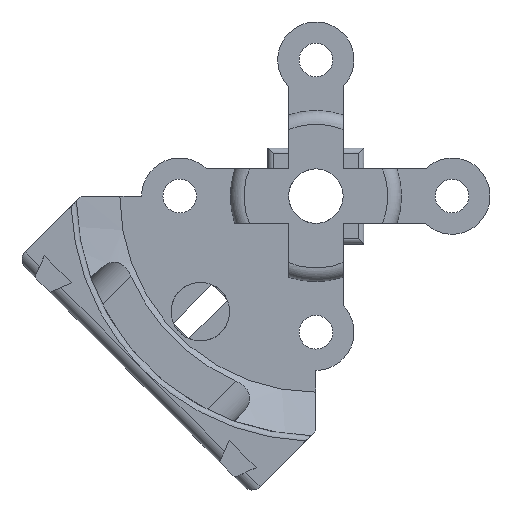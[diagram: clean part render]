
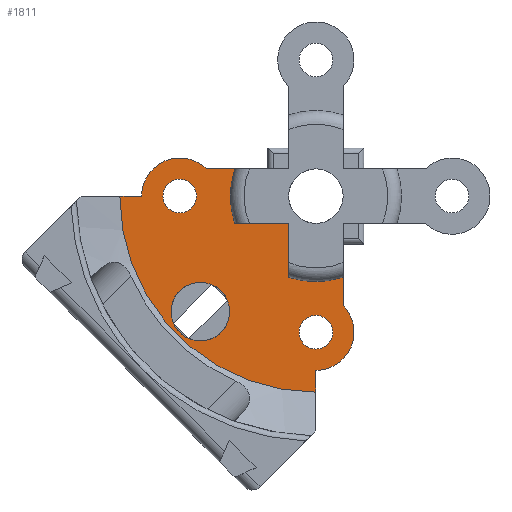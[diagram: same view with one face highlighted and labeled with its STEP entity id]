
A CAD part, front view. The second image highlights one B-rep face of the part: STEP entity #1811.
In plain terms, the highlighted planar face has unit normal (0, -1, 0).
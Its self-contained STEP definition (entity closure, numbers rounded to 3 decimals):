
#30=FACE_BOUND('',#645,.T.);
#31=FACE_BOUND('',#646,.T.);
#32=FACE_BOUND('',#647,.T.);
#92=PLANE('',#1994);
#228=LINE('',#3074,#388);
#229=LINE('',#3100,#389);
#235=LINE('',#3136,#395);
#247=LINE('',#3282,#407);
#248=LINE('',#3285,#408);
#249=LINE('',#3288,#409);
#388=VECTOR('',#2383,10.);
#389=VECTOR('',#2390,10.);
#395=VECTOR('',#2404,10.);
#407=VECTOR('',#2442,10.);
#408=VECTOR('',#2445,10.);
#409=VECTOR('',#2448,10.);
#534=FACE_OUTER_BOUND('',#644,.T.);
#644=EDGE_LOOP('',(#1574,#1575,#1576,#1577,#1578,#1579,#1580,#1581,#1582,
#1583,#1584));
#645=EDGE_LOOP('',(#1585));
#646=EDGE_LOOP('',(#1586));
#647=EDGE_LOOP('',(#1587));
#700=CIRCLE('',#1882,5.385);
#732=CIRCLE('',#1973,15.7);
#733=CIRCLE('',#1976,15.7);
#735=CIRCLE('',#1985,36.);
#741=CIRCLE('',#1995,7.);
#742=CIRCLE('',#1996,7.);
#743=CIRCLE('',#1997,3.1);
#744=CIRCLE('',#1998,3.1);
#806=VERTEX_POINT('',#2689);
#904=VERTEX_POINT('',#3048);
#905=VERTEX_POINT('',#3059);
#906=VERTEX_POINT('',#3072);
#907=VERTEX_POINT('',#3076);
#908=VERTEX_POINT('',#3087);
#914=VERTEX_POINT('',#3135);
#921=VERTEX_POINT('',#3257);
#922=VERTEX_POINT('',#3259);
#928=VERTEX_POINT('',#3281);
#929=VERTEX_POINT('',#3284);
#930=VERTEX_POINT('',#3286);
#931=VERTEX_POINT('',#3289);
#932=VERTEX_POINT('',#3291);
#979=EDGE_CURVE('',#806,#806,#700,.T.);
#1130=EDGE_CURVE('',#904,#905,#732,.T.);
#1132=EDGE_CURVE('',#905,#906,#228,.T.);
#1135=EDGE_CURVE('',#907,#908,#733,.T.);
#1136=EDGE_CURVE('',#906,#907,#229,.T.);
#1145=EDGE_CURVE('',#904,#914,#235,.T.);
#1158=EDGE_CURVE('',#921,#922,#735,.T.);
#1168=EDGE_CURVE('',#921,#928,#247,.T.);
#1169=EDGE_CURVE('',#928,#914,#741,.T.);
#1170=EDGE_CURVE('',#929,#908,#248,.T.);
#1171=EDGE_CURVE('',#929,#930,#742,.T.);
#1172=EDGE_CURVE('',#930,#922,#249,.T.);
#1173=EDGE_CURVE('',#931,#931,#743,.T.);
#1174=EDGE_CURVE('',#932,#932,#744,.T.);
#1574=ORIENTED_EDGE('',*,*,#1158,.F.);
#1575=ORIENTED_EDGE('',*,*,#1168,.T.);
#1576=ORIENTED_EDGE('',*,*,#1169,.T.);
#1577=ORIENTED_EDGE('',*,*,#1145,.F.);
#1578=ORIENTED_EDGE('',*,*,#1130,.T.);
#1579=ORIENTED_EDGE('',*,*,#1132,.T.);
#1580=ORIENTED_EDGE('',*,*,#1136,.T.);
#1581=ORIENTED_EDGE('',*,*,#1135,.T.);
#1582=ORIENTED_EDGE('',*,*,#1170,.F.);
#1583=ORIENTED_EDGE('',*,*,#1171,.T.);
#1584=ORIENTED_EDGE('',*,*,#1172,.T.);
#1585=ORIENTED_EDGE('',*,*,#979,.T.);
#1586=ORIENTED_EDGE('',*,*,#1173,.T.);
#1587=ORIENTED_EDGE('',*,*,#1174,.T.);
#1811=ADVANCED_FACE('',(#534,#30,#31,#32),#92,.F.);
#1882=AXIS2_PLACEMENT_3D('',#2691,#2096,#2097);
#1973=AXIS2_PLACEMENT_3D('',#3070,#2378,#2379);
#1976=AXIS2_PLACEMENT_3D('',#3098,#2386,#2387);
#1985=AXIS2_PLACEMENT_3D('',#3260,#2419,#2420);
#1994=AXIS2_PLACEMENT_3D('',#3280,#2440,#2441);
#1995=AXIS2_PLACEMENT_3D('',#3283,#2443,#2444);
#1996=AXIS2_PLACEMENT_3D('',#3287,#2446,#2447);
#1997=AXIS2_PLACEMENT_3D('',#3290,#2449,#2450);
#1998=AXIS2_PLACEMENT_3D('',#3292,#2451,#2452);
#2096=DIRECTION('center_axis',(0.,1.,0.));
#2097=DIRECTION('ref_axis',(1.,0.,0.));
#2378=DIRECTION('center_axis',(0.,1.,0.));
#2379=DIRECTION('ref_axis',(-0.318,0.,-0.948));
#2383=DIRECTION('',(0.,0.,1.));
#2386=DIRECTION('center_axis',(0.,1.,0.));
#2387=DIRECTION('ref_axis',(-0.948,0.,0.318));
#2390=DIRECTION('',(-1.,0.,0.));
#2404=DIRECTION('',(0.,0.,-1.));
#2419=DIRECTION('center_axis',(0.,1.,0.));
#2420=DIRECTION('ref_axis',(-1.,0.,-0.02));
#2440=DIRECTION('center_axis',(0.,1.,0.));
#2441=DIRECTION('ref_axis',(0.,0.,1.));
#2442=DIRECTION('',(0.,0.,1.));
#2443=DIRECTION('center_axis',(0.,-1.,0.));
#2444=DIRECTION('ref_axis',(1.,0.,0.));
#2445=DIRECTION('',(1.,0.,0.));
#2446=DIRECTION('center_axis',(0.,-1.,0.));
#2447=DIRECTION('ref_axis',(1.,0.,0.));
#2448=DIRECTION('',(-1.,0.,0.));
#2449=DIRECTION('center_axis',(0.,1.,0.));
#2450=DIRECTION('ref_axis',(1.,0.,0.));
#2451=DIRECTION('center_axis',(0.,1.,0.));
#2452=DIRECTION('ref_axis',(1.,0.,0.));
#2689=CARTESIAN_POINT('',(-26.598,0.,-21.213));
#2691=CARTESIAN_POINT('Origin',(-21.213,0.,-21.213));
#3048=CARTESIAN_POINT('',(5.,0.,-14.883));
#3059=CARTESIAN_POINT('',(-5.,0.,-14.883));
#3070=CARTESIAN_POINT('Origin',(0.,0.,0.));
#3072=CARTESIAN_POINT('',(-5.,0.,-5.));
#3074=CARTESIAN_POINT('',(-5.,0.,-2.5));
#3076=CARTESIAN_POINT('',(-14.883,0.,-5.));
#3087=CARTESIAN_POINT('',(-14.883,0.,5.));
#3098=CARTESIAN_POINT('Origin',(0.,0.,0.));
#3100=CARTESIAN_POINT('',(-7.441,0.,-5.));
#3135=CARTESIAN_POINT('',(5.,0.,-20.101));
#3136=CARTESIAN_POINT('',(5.,0.,-5.));
#3257=CARTESIAN_POINT('',(0.,0.,-36.));
#3259=CARTESIAN_POINT('',(-36.,0.,0.));
#3260=CARTESIAN_POINT('Origin',(0.,0.,0.));
#3280=CARTESIAN_POINT('Origin',(0.,0.,0.));
#3281=CARTESIAN_POINT('',(0.,0.,-32.));
#3282=CARTESIAN_POINT('',(0.,0.,-43.134));
#3283=CARTESIAN_POINT('Origin',(0.,0.,-25.));
#3284=CARTESIAN_POINT('',(-20.101,0.,5.));
#3285=CARTESIAN_POINT('',(-25.,0.,5.));
#3286=CARTESIAN_POINT('',(-32.,0.,0.));
#3287=CARTESIAN_POINT('Origin',(-25.,0.,0.));
#3288=CARTESIAN_POINT('',(-32.,0.,0.));
#3289=CARTESIAN_POINT('',(-3.1,0.,-25.));
#3290=CARTESIAN_POINT('Origin',(0.,0.,-25.));
#3291=CARTESIAN_POINT('',(-28.1,0.,0.));
#3292=CARTESIAN_POINT('Origin',(-25.,0.,0.));
